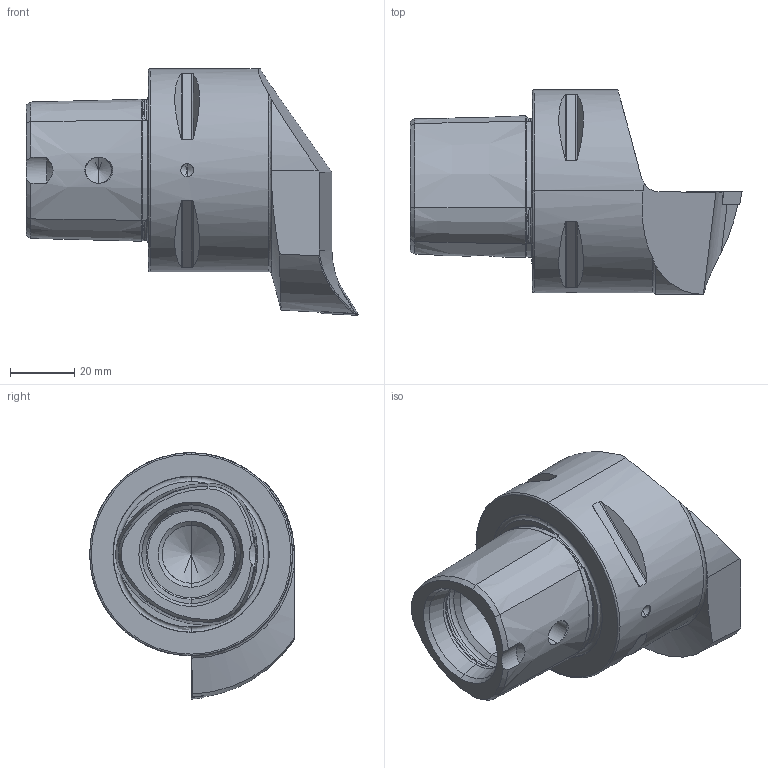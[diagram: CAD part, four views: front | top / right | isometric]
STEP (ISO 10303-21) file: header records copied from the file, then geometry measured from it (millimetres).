
FILE_DESCRIPTION (( 'STEP AP203' ), '1' );
FILE_NAME ('PS6-KDB.RJA.065.STEP', '2012-04-16T08:26:38', ( 'SwiAdmin' ), ( '' ), 'SwSTEP 2.0', 'SolidWorks 2012', '' );
FILE_SCHEMA (( 'CONFIG_CONTROL_DESIGN' ));
Length unit declared in the file: millimetre
Products named in the file (5): PS6-KDB.RJA.065; KVT_MB_600_060; DCMT11T304; WCB-ER2.001.009_A; PS6-KDB.RJA.065_A
Assembly tree (4 placements, depth 2):
  PS6-KDB.RJA.065
    PS6-KDB.RJA.065_A
    WCB-ER2.001.009_A
    DCMT11T304
    KVT_MB_600_060
Bounding box: 103 x 63.55 x 76.5 mm (x, y, z)
Volume: 158626.2 mm3; surface area: 27980.5 mm2
Topology: 5 solids, 5 shells, 270 faces, 655 edges, 389 vertices
Faces by surface type: cone 93, cylinder 67, plane 52, torus 36, bspline 18, sphere 4
Entity records: 9411 total; most frequent: CARTESIAN_POINT 2967, ORIENTED_EDGE 1272, DIRECTION 1210, EDGE_CURVE 636, AXIS2_PLACEMENT_3D 497, VERTEX_POINT 386, EDGE_LOOP 288, FACE_OUTER_BOUND 270
